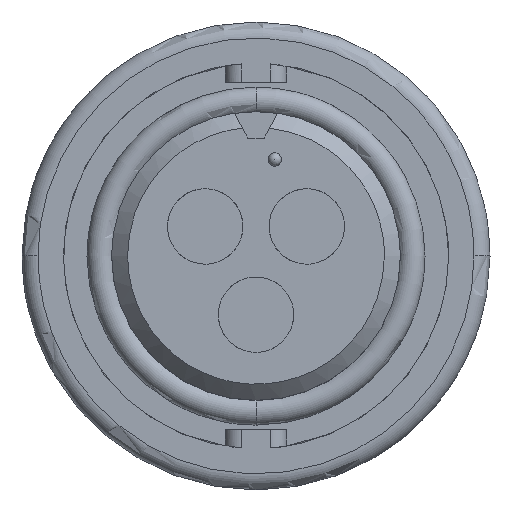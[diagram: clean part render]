
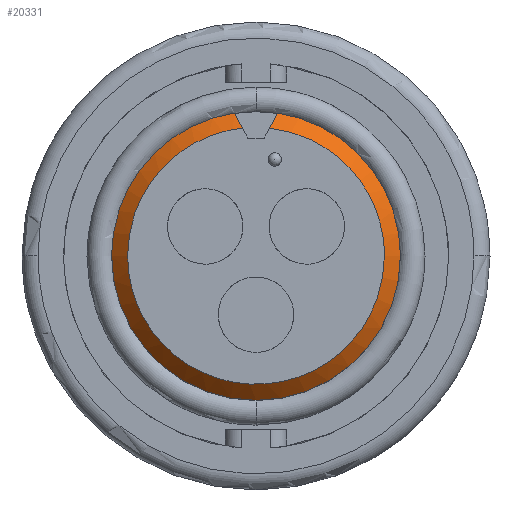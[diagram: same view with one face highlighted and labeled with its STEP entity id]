
A CAD part, top view. The second image highlights one B-rep face of the part: STEP entity #20331.
In plain terms, the highlighted conical face has half-angle 45 degrees and reference radius 6.858 mm.
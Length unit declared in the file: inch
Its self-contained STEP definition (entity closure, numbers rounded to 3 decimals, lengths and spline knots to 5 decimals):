
#1113 = CIRCLE ( 'NONE', #6546, 0.26998 ) ;
#1121 = CIRCLE ( 'NONE', #6566, 0.26998 ) ;
#1128 = CIRCLE ( 'NONE', #15992, 0.26998 ) ;
#1178 = CONICAL_SURFACE ( 'NONE', #16234, 0.26998, 0.785 ) ;
#1445 = B_SPLINE_CURVE_WITH_KNOTS ( 'NONE', 3,
 ( #15464, #15465, #15466, #15467, #15468, #15469, #15470, #15471, #15472, #15473 ),
 .UNSPECIFIED., .F., .F.,
 ( 4, 2, 2, 2, 4 ),
 ( 0., 0.25, 0.5, 0.75, 1. ),
 .UNSPECIFIED. ) ;
#6546 = AXIS2_PLACEMENT_3D ( 'NONE', #14178, #14182, #14183 ) ;
#6566 = AXIS2_PLACEMENT_3D ( 'NONE', #14904, #14905, #14906 ) ;
#6780 = VERTEX_POINT ( 'NONE', #10734 ) ;
#7074 = VERTEX_POINT ( 'NONE', #10907 ) ;
#7075 = VERTEX_POINT ( 'NONE', #10908 ) ;
#7144 = VERTEX_POINT ( 'NONE', #10958 ) ;
#7146 = VERTEX_POINT ( 'NONE', #10959 ) ;
#7149 = VERTEX_POINT ( 'NONE', #10960 ) ;
#7151 = VERTEX_POINT ( 'NONE', #10961 ) ;
#7180 = VERTEX_POINT ( 'NONE', #10977 ) ;
#7980 = B_SPLINE_CURVE_WITH_KNOTS ( 'NONE', 3,
 ( #13755, #13761, #13763, #13764 ),
 .UNSPECIFIED., .F., .F.,
 ( 4, 4 ),
 ( 0., 1. ),
 .UNSPECIFIED. ) ;
#7983 = B_SPLINE_CURVE_WITH_KNOTS ( 'NONE', 3,
 ( #14778, #14779, #14780, #14781, #14782, #14783, #14784, #14785, #14786, #14787 ),
 .UNSPECIFIED., .F., .F.,
 ( 4, 2, 2, 2, 4 ),
 ( 0., 0.25, 0.5, 0.75, 1. ),
 .UNSPECIFIED. ) ;
#7990 = B_SPLINE_CURVE_WITH_KNOTS ( 'NONE', 3,
 ( #15055, #15059, #15060, #15061, #15062, #15063, #15064, #15065, #15066, #15067, #15068, #15069, #15070, #15071, #15072, #15073, #15074, #15075 ),
 .UNSPECIFIED., .F., .F.,
 ( 4, 2, 2, 2, 2, 2, 2, 2, 4 ),
 ( 0., 0.125, 0.25, 0.375, 0.5, 0.625, 0.75, 0.875, 1. ),
 .UNSPECIFIED. ) ;
#8065 = B_SPLINE_CURVE_WITH_KNOTS ( 'NONE', 3,
 ( #14605, #14612, #14613, #14614 ),
 .UNSPECIFIED., .F., .F.,
 ( 4, 4 ),
 ( 0., 1. ),
 .UNSPECIFIED. ) ;
#8478 = EDGE_LOOP ( 'NONE', ( #8833, #8839, #8876, #9085, #8982, #8886, #8948, #8862 ) ) ;
#8833 = ORIENTED_EDGE ( 'NONE', *, *, #13434, .T. ) ;
#8839 = ORIENTED_EDGE ( 'NONE', *, *, #13236, .T. ) ;
#8862 = ORIENTED_EDGE ( 'NONE', *, *, #13572, .T. ) ;
#8876 = ORIENTED_EDGE ( 'NONE', *, *, #13224, .T. ) ;
#8886 = ORIENTED_EDGE ( 'NONE', *, *, #13052, .F. ) ;
#8948 = ORIENTED_EDGE ( 'NONE', *, *, #12816, .T. ) ;
#8982 = ORIENTED_EDGE ( 'NONE', *, *, #13776, .F. ) ;
#9085 = ORIENTED_EDGE ( 'NONE', *, *, #13351, .F. ) ;
#10734 = CARTESIAN_POINT ( 'NONE',  ( 0.02504, 0.23867, 0. ) ) ;
#10907 = CARTESIAN_POINT ( 'NONE',  ( -0.02504, 0.23867, 0. ) ) ;
#10908 = CARTESIAN_POINT ( 'NONE',  ( 0.23998, 0., 0. ) ) ;
#10958 = CARTESIAN_POINT ( 'NONE',  ( -0.23998, 0., 0. ) ) ;
#10959 = CARTESIAN_POINT ( 'NONE',  ( 0.26998, 0., -0.03 ) ) ;
#10960 = CARTESIAN_POINT ( 'NONE',  ( -0.03981, 0.26703, -0.03 ) ) ;
#10961 = CARTESIAN_POINT ( 'NONE',  ( -0.26998, 0., -0.03 ) ) ;
#10977 = CARTESIAN_POINT ( 'NONE',  ( 0.03981, 0.26703, -0.03 ) ) ;
#12816 = EDGE_CURVE ( 'NONE', #7180, #6780, #7980, .T. ) ;
#13052 = EDGE_CURVE ( 'NONE', #7180, #7146, #1113, .T. ) ;
#13224 = EDGE_CURVE ( 'NONE', #7074, #7149, #8065, .T. ) ;
#13236 = EDGE_CURVE ( 'NONE', #7144, #7074, #7983, .T. ) ;
#13351 = EDGE_CURVE ( 'NONE', #7151, #7149, #1121, .T. ) ;
#13434 = EDGE_CURVE ( 'NONE', #7075, #7144, #7990, .T. ) ;
#13572 = EDGE_CURVE ( 'NONE', #6780, #7075, #1445, .T. ) ;
#13755 = CARTESIAN_POINT ( 'NONE',  ( 0.03981, 0.26703, -0.03 ) ) ;
#13761 = CARTESIAN_POINT ( 'NONE',  ( 0.03461, 0.25705, -0.01936 ) ) ;
#13763 = CARTESIAN_POINT ( 'NONE',  ( 0.02969, 0.2476, -0.00936 ) ) ;
#13764 = CARTESIAN_POINT ( 'NONE',  ( 0.02504, 0.23867, 0. ) ) ;
#13776 = EDGE_CURVE ( 'NONE', #7146, #7151, #1128, .T. ) ;
#14178 = CARTESIAN_POINT ( 'NONE',  ( 0., 0., -0.03 ) ) ;
#14182 = DIRECTION ( 'NONE',  ( 0., 0., -1. ) ) ;
#14183 = DIRECTION ( 'NONE',  ( 1., 0., 0. ) ) ;
#14605 = CARTESIAN_POINT ( 'NONE',  ( -0.02504, 0.23867, 0. ) ) ;
#14612 = CARTESIAN_POINT ( 'NONE',  ( -0.02969, 0.2476, -0.00936 ) ) ;
#14613 = CARTESIAN_POINT ( 'NONE',  ( -0.03461, 0.25705, -0.01936 ) ) ;
#14614 = CARTESIAN_POINT ( 'NONE',  ( -0.03981, 0.26703, -0.03 ) ) ;
#14778 = CARTESIAN_POINT ( 'NONE',  ( -0.23998, 0., 0. ) ) ;
#14779 = CARTESIAN_POINT ( 'NONE',  ( -0.23998, 0.02932, 0. ) ) ;
#14780 = CARTESIAN_POINT ( 'NONE',  ( -0.23455, 0.05864, 0. ) ) ;
#14781 = CARTESIAN_POINT ( 'NONE',  ( -0.21353, 0.11339, 0. ) ) ;
#14782 = CARTESIAN_POINT ( 'NONE',  ( -0.19795, 0.13881, 0. ) ) ;
#14783 = CARTESIAN_POINT ( 'NONE',  ( -0.15871, 0.18239, 0. ) ) ;
#14784 = CARTESIAN_POINT ( 'NONE',  ( -0.13505, 0.20053, 0. ) ) ;
#14785 = CARTESIAN_POINT ( 'NONE',  ( -0.08279, 0.22715, 0. ) ) ;
#14786 = CARTESIAN_POINT ( 'NONE',  ( -0.05421, 0.23561, 0. ) ) ;
#14787 = CARTESIAN_POINT ( 'NONE',  ( -0.02504, 0.23867, 0. ) ) ;
#14904 = CARTESIAN_POINT ( 'NONE',  ( 0., 0., -0.03 ) ) ;
#14905 = DIRECTION ( 'NONE',  ( 0., 0., -1. ) ) ;
#14906 = DIRECTION ( 'NONE',  ( 1., 0., 0. ) ) ;
#15055 = CARTESIAN_POINT ( 'NONE',  ( 0.23998, 0., 0. ) ) ;
#15059 = CARTESIAN_POINT ( 'NONE',  ( 0.23998, -0.03141, 0. ) ) ;
#15060 = CARTESIAN_POINT ( 'NONE',  ( 0.23374, -0.06282, 0. ) ) ;
#15061 = CARTESIAN_POINT ( 'NONE',  ( 0.2097, -0.12086, 0. ) ) ;
#15062 = CARTESIAN_POINT ( 'NONE',  ( 0.19191, -0.14748, 0. ) ) ;
#15063 = CARTESIAN_POINT ( 'NONE',  ( 0.14748, -0.19191, 0. ) ) ;
#15064 = CARTESIAN_POINT ( 'NONE',  ( 0.12086, -0.2097, 0. ) ) ;
#15065 = CARTESIAN_POINT ( 'NONE',  ( 0.06282, -0.23374, 0. ) ) ;
#15066 = CARTESIAN_POINT ( 'NONE',  ( 0.03141, -0.23998, 0. ) ) ;
#15067 = CARTESIAN_POINT ( 'NONE',  ( -0.03141, -0.23998, 0. ) ) ;
#15068 = CARTESIAN_POINT ( 'NONE',  ( -0.06282, -0.23374, 0. ) ) ;
#15069 = CARTESIAN_POINT ( 'NONE',  ( -0.12086, -0.2097, 0. ) ) ;
#15070 = CARTESIAN_POINT ( 'NONE',  ( -0.14748, -0.19191, 0. ) ) ;
#15071 = CARTESIAN_POINT ( 'NONE',  ( -0.19191, -0.14748, 0. ) ) ;
#15072 = CARTESIAN_POINT ( 'NONE',  ( -0.2097, -0.12086, 0. ) ) ;
#15073 = CARTESIAN_POINT ( 'NONE',  ( -0.23374, -0.06282, 0. ) ) ;
#15074 = CARTESIAN_POINT ( 'NONE',  ( -0.23998, -0.03141, 0. ) ) ;
#15075 = CARTESIAN_POINT ( 'NONE',  ( -0.23998, 0., 0. ) ) ;
#15464 = CARTESIAN_POINT ( 'NONE',  ( 0.02504, 0.23867, 0. ) ) ;
#15465 = CARTESIAN_POINT ( 'NONE',  ( 0.05421, 0.23561, 0. ) ) ;
#15466 = CARTESIAN_POINT ( 'NONE',  ( 0.08279, 0.22715, 0. ) ) ;
#15467 = CARTESIAN_POINT ( 'NONE',  ( 0.13505, 0.20053, 0. ) ) ;
#15468 = CARTESIAN_POINT ( 'NONE',  ( 0.15871, 0.18239, 0. ) ) ;
#15469 = CARTESIAN_POINT ( 'NONE',  ( 0.19795, 0.13881, 0. ) ) ;
#15470 = CARTESIAN_POINT ( 'NONE',  ( 0.21353, 0.11339, 0. ) ) ;
#15471 = CARTESIAN_POINT ( 'NONE',  ( 0.23455, 0.05864, 0. ) ) ;
#15472 = CARTESIAN_POINT ( 'NONE',  ( 0.23998, 0.02932, 0. ) ) ;
#15473 = CARTESIAN_POINT ( 'NONE',  ( 0.23998, 0., 0. ) ) ;
#15924 = CARTESIAN_POINT ( 'NONE',  ( 0., 0., -0.03 ) ) ;
#15925 = DIRECTION ( 'NONE',  ( 0., 0., -1. ) ) ;
#15926 = DIRECTION ( 'NONE',  ( 1., 0., 0. ) ) ;
#15992 = AXIS2_PLACEMENT_3D ( 'NONE', #15924, #15925, #15926 ) ;
#16230 = FACE_OUTER_BOUND ( 'NONE', #8478, .T. ) ;
#16234 = AXIS2_PLACEMENT_3D ( 'NONE', #19306, #19307, #19308 ) ;
#19306 = CARTESIAN_POINT ( 'NONE',  ( 0., 0., -0.03 ) ) ;
#19307 = DIRECTION ( 'NONE',  ( 0., 0., -1. ) ) ;
#19308 = DIRECTION ( 'NONE',  ( 0., 1., 0. ) ) ;
#20331 = ADVANCED_FACE ( 'NONE', ( #16230 ), #1178, .T. ) ;
